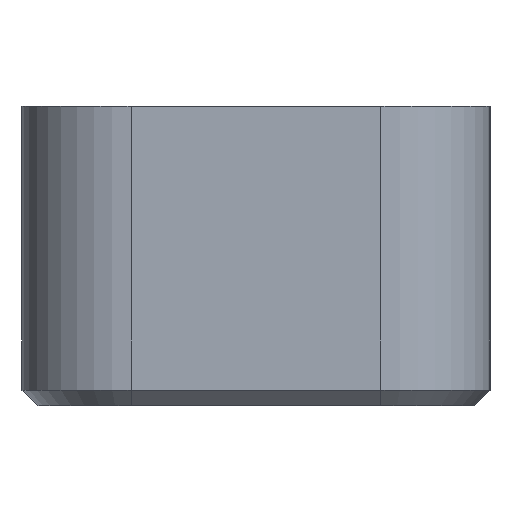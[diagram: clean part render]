
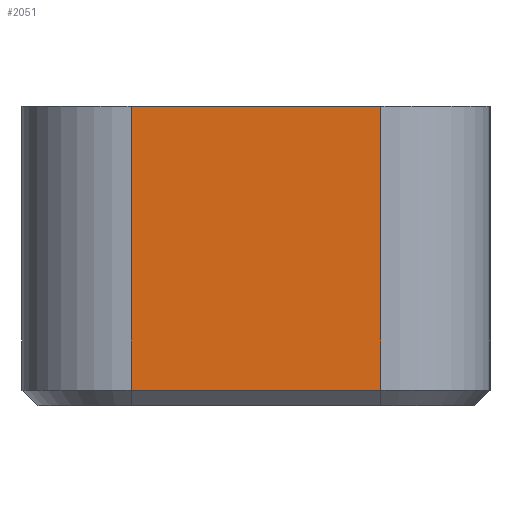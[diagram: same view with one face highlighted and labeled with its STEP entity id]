
A CAD part, left-side view. The second image highlights one B-rep face of the part: STEP entity #2051.
In plain terms, the highlighted planar face has unit normal (-1, 0, 0).
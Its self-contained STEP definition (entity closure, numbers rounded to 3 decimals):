
#986 = PLANE('',#987);
#987 = AXIS2_PLACEMENT_3D('',#988,#989,#990);
#988 = CARTESIAN_POINT('',(0.5,-62.,0.5));
#989 = DIRECTION('',(-0.707,0.,-0.707));
#990 = DIRECTION('',(0.,1.,0.));
#1382 = VERTEX_POINT('',#1383);
#1383 = CARTESIAN_POINT('',(0.,-62.,1.));
#1398 = CYLINDRICAL_SURFACE('',#1399,7.);
#1399 = AXIS2_PLACEMENT_3D('',#1400,#1401,#1402);
#1400 = CARTESIAN_POINT('',(7.,-62.,0.));
#1401 = DIRECTION('',(0.,0.,1.));
#1402 = DIRECTION('',(-1.,0.,0.));
#1435 = EDGE_CURVE('',#1382,#1436,#1438,.T.);
#1436 = VERTEX_POINT('',#1437);
#1437 = CARTESIAN_POINT('',(0.,-62.,19.2));
#1438 = SURFACE_CURVE('',#1439,(#1443,#1450),.PCURVE_S1.);
#1439 = LINE('',#1440,#1441);
#1440 = CARTESIAN_POINT('',(0.,-62.,0.));
#1441 = VECTOR('',#1442,1.);
#1442 = DIRECTION('',(0.,0.,1.));
#1443 = PCURVE('',#1398,#1444);
#1444 = DEFINITIONAL_REPRESENTATION('',(#1445),#1449);
#1445 = LINE('',#1446,#1447);
#1446 = CARTESIAN_POINT('',(-0.,0.));
#1447 = VECTOR('',#1448,1.);
#1448 = DIRECTION('',(-0.,1.));
#1449 = ( GEOMETRIC_REPRESENTATION_CONTEXT(2) 
PARAMETRIC_REPRESENTATION_CONTEXT() REPRESENTATION_CONTEXT('2D SPACE',''
  ) );
#1450 = PCURVE('',#1451,#1456);
#1451 = PLANE('',#1452);
#1452 = AXIS2_PLACEMENT_3D('',#1453,#1454,#1455);
#1453 = CARTESIAN_POINT('',(0.,-55.,0.));
#1454 = DIRECTION('',(1.,0.,0.));
#1455 = DIRECTION('',(0.,-1.,0.));
#1456 = DEFINITIONAL_REPRESENTATION('',(#1457),#1461);
#1457 = LINE('',#1458,#1459);
#1458 = CARTESIAN_POINT('',(7.,0.));
#1459 = VECTOR('',#1460,1.);
#1460 = DIRECTION('',(0.,-1.));
#1461 = ( GEOMETRIC_REPRESENTATION_CONTEXT(2) 
PARAMETRIC_REPRESENTATION_CONTEXT() REPRESENTATION_CONTEXT('2D SPACE',''
  ) );
#1502 = PLANE('',#1503);
#1503 = AXIS2_PLACEMENT_3D('',#1504,#1505,#1506);
#1504 = CARTESIAN_POINT('',(50.25,-70.,19.2));
#1505 = DIRECTION('',(0.,0.,1.));
#1506 = DIRECTION('',(1.,0.,0.));
#1814 = EDGE_CURVE('',#1436,#1815,#1817,.T.);
#1815 = VERTEX_POINT('',#1816);
#1816 = CARTESIAN_POINT('',(0.,-78.,19.2));
#1817 = SURFACE_CURVE('',#1818,(#1822,#1829),.PCURVE_S1.);
#1818 = LINE('',#1819,#1820);
#1819 = CARTESIAN_POINT('',(0.,-55.,19.2));
#1820 = VECTOR('',#1821,1.);
#1821 = DIRECTION('',(0.,-1.,0.));
#1822 = PCURVE('',#1502,#1823);
#1823 = DEFINITIONAL_REPRESENTATION('',(#1824),#1828);
#1824 = LINE('',#1825,#1826);
#1825 = CARTESIAN_POINT('',(-50.25,15.));
#1826 = VECTOR('',#1827,1.);
#1827 = DIRECTION('',(0.,-1.));
#1828 = ( GEOMETRIC_REPRESENTATION_CONTEXT(2) 
PARAMETRIC_REPRESENTATION_CONTEXT() REPRESENTATION_CONTEXT('2D SPACE',''
  ) );
#1829 = PCURVE('',#1451,#1830);
#1830 = DEFINITIONAL_REPRESENTATION('',(#1831),#1835);
#1831 = LINE('',#1832,#1833);
#1832 = CARTESIAN_POINT('',(0.,-19.2));
#1833 = VECTOR('',#1834,1.);
#1834 = DIRECTION('',(1.,0.));
#1835 = ( GEOMETRIC_REPRESENTATION_CONTEXT(2) 
PARAMETRIC_REPRESENTATION_CONTEXT() REPRESENTATION_CONTEXT('2D SPACE',''
  ) );
#1858 = CYLINDRICAL_SURFACE('',#1859,7.);
#1859 = AXIS2_PLACEMENT_3D('',#1860,#1861,#1862);
#1860 = CARTESIAN_POINT('',(7.,-78.,0.));
#1861 = DIRECTION('',(0.,0.,1.));
#1862 = DIRECTION('',(0.,-1.,0.));
#2051 = ADVANCED_FACE('',(#2052),#1451,.F.);
#2052 = FACE_BOUND('',#2053,.F.);
#2053 = EDGE_LOOP('',(#2054,#2055,#2056,#2079));
#2054 = ORIENTED_EDGE('',*,*,#1435,.T.);
#2055 = ORIENTED_EDGE('',*,*,#1814,.T.);
#2056 = ORIENTED_EDGE('',*,*,#2057,.F.);
#2057 = EDGE_CURVE('',#2058,#1815,#2060,.T.);
#2058 = VERTEX_POINT('',#2059);
#2059 = CARTESIAN_POINT('',(0.,-78.,1.));
#2060 = SURFACE_CURVE('',#2061,(#2065,#2072),.PCURVE_S1.);
#2061 = LINE('',#2062,#2063);
#2062 = CARTESIAN_POINT('',(0.,-78.,0.));
#2063 = VECTOR('',#2064,1.);
#2064 = DIRECTION('',(0.,0.,1.));
#2065 = PCURVE('',#1451,#2066);
#2066 = DEFINITIONAL_REPRESENTATION('',(#2067),#2071);
#2067 = LINE('',#2068,#2069);
#2068 = CARTESIAN_POINT('',(23.,0.));
#2069 = VECTOR('',#2070,1.);
#2070 = DIRECTION('',(0.,-1.));
#2071 = ( GEOMETRIC_REPRESENTATION_CONTEXT(2) 
PARAMETRIC_REPRESENTATION_CONTEXT() REPRESENTATION_CONTEXT('2D SPACE',''
  ) );
#2072 = PCURVE('',#1858,#2073);
#2073 = DEFINITIONAL_REPRESENTATION('',(#2074),#2078);
#2074 = LINE('',#2075,#2076);
#2075 = CARTESIAN_POINT('',(-1.571,0.));
#2076 = VECTOR('',#2077,1.);
#2077 = DIRECTION('',(-0.,1.));
#2078 = ( GEOMETRIC_REPRESENTATION_CONTEXT(2) 
PARAMETRIC_REPRESENTATION_CONTEXT() REPRESENTATION_CONTEXT('2D SPACE',''
  ) );
#2079 = ORIENTED_EDGE('',*,*,#2080,.F.);
#2080 = EDGE_CURVE('',#1382,#2058,#2081,.T.);
#2081 = SURFACE_CURVE('',#2082,(#2086,#2093),.PCURVE_S1.);
#2082 = LINE('',#2083,#2084);
#2083 = CARTESIAN_POINT('',(0.,-62.,1.));
#2084 = VECTOR('',#2085,1.);
#2085 = DIRECTION('',(0.,-1.,0.));
#2086 = PCURVE('',#1451,#2087);
#2087 = DEFINITIONAL_REPRESENTATION('',(#2088),#2092);
#2088 = LINE('',#2089,#2090);
#2089 = CARTESIAN_POINT('',(7.,-1.));
#2090 = VECTOR('',#2091,1.);
#2091 = DIRECTION('',(1.,0.));
#2092 = ( GEOMETRIC_REPRESENTATION_CONTEXT(2) 
PARAMETRIC_REPRESENTATION_CONTEXT() REPRESENTATION_CONTEXT('2D SPACE',''
  ) );
#2093 = PCURVE('',#986,#2094);
#2094 = DEFINITIONAL_REPRESENTATION('',(#2095),#2099);
#2095 = LINE('',#2096,#2097);
#2096 = CARTESIAN_POINT('',(-0.,-0.707));
#2097 = VECTOR('',#2098,1.);
#2098 = DIRECTION('',(-1.,0.));
#2099 = ( GEOMETRIC_REPRESENTATION_CONTEXT(2) 
PARAMETRIC_REPRESENTATION_CONTEXT() REPRESENTATION_CONTEXT('2D SPACE',''
  ) );
